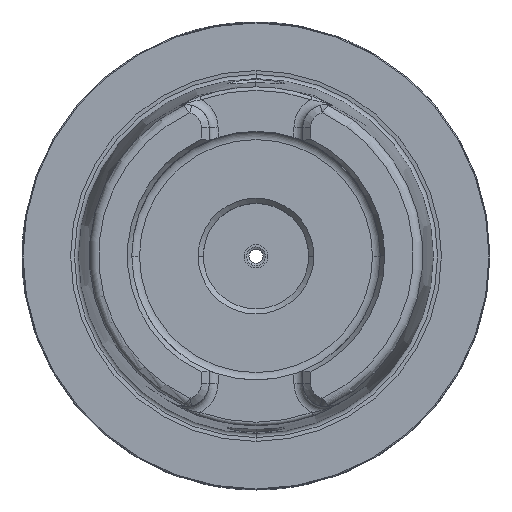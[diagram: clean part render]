
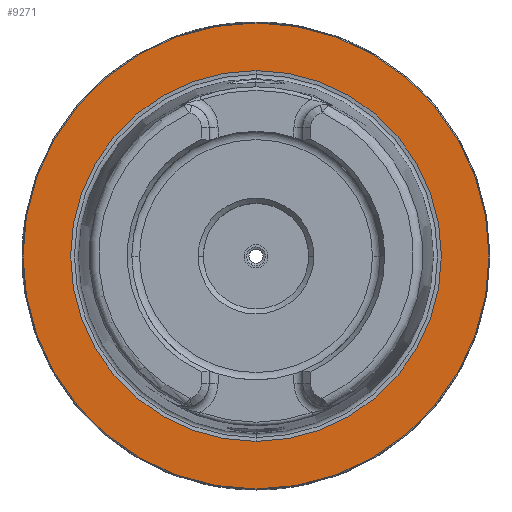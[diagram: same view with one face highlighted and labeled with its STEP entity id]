
A CAD part, top view. The second image highlights one B-rep face of the part: STEP entity #9271.
In plain terms, the highlighted planar face has unit normal (0, 0, 1).
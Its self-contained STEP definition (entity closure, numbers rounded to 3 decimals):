
#754 = EDGE_LOOP ( 'NONE', ( #7694, #17464 ) ) ;
#870 = VERTEX_POINT ( 'NONE', #7356 ) ;
#970 = DIRECTION ( 'NONE',  ( 0., 1., 0. ) ) ;
#1516 = AXIS2_PLACEMENT_3D ( 'NONE', #7579, #23496, #9876 ) ;
#1866 = DIRECTION ( 'NONE',  ( 0., 0., 1. ) ) ;
#2230 = DIRECTION ( 'NONE',  ( 0., 1., 0. ) ) ;
#2810 = CIRCLE ( 'NONE', #15197, 39.59 ) ;
#3870 = CIRCLE ( 'NONE', #13564, 49.765 ) ;
#4043 = CARTESIAN_POINT ( 'NONE',  ( 0., -39.59, 0. ) ) ;
#4429 = AXIS2_PLACEMENT_3D ( 'NONE', #29270, #15744, #2230 ) ;
#4532 = FACE_OUTER_BOUND ( 'NONE', #18426, .T. ) ;
#4944 = EDGE_CURVE ( 'NONE', #18497, #28717, #2810, .T. ) ;
#6241 = EDGE_CURVE ( 'NONE', #28717, #18497, #18211, .T. ) ;
#7356 = CARTESIAN_POINT ( 'NONE',  ( 0., -49.765, 0. ) ) ;
#7557 = EDGE_CURVE ( 'NONE', #17469, #870, #28367, .T. ) ;
#7579 = CARTESIAN_POINT ( 'NONE',  ( 0., 0., 0. ) ) ;
#7694 = ORIENTED_EDGE ( 'NONE', *, *, #6241, .T. ) ;
#9271 = ADVANCED_FACE ( 'NONE', ( #4532, #10583 ), #28993, .T. ) ;
#9876 = DIRECTION ( 'NONE',  ( 0., -1., 0. ) ) ;
#10583 = FACE_BOUND ( 'NONE', #754, .T. ) ;
#11093 = CARTESIAN_POINT ( 'NONE',  ( 0., 49.965, 0. ) ) ;
#13381 = DIRECTION ( 'NONE',  ( 0., -1., 0. ) ) ;
#13564 = AXIS2_PLACEMENT_3D ( 'NONE', #15392, #1866, #17675 ) ;
#14448 = DIRECTION ( 'NONE',  ( 0., 0., -1. ) ) ;
#15197 = AXIS2_PLACEMENT_3D ( 'NONE', #27981, #14448, #970 ) ;
#15204 = EDGE_CURVE ( 'NONE', #870, #17469, #3870, .T. ) ;
#15392 = CARTESIAN_POINT ( 'NONE',  ( 0., 0., 0. ) ) ;
#15744 = DIRECTION ( 'NONE',  ( 0., 0., -1. ) ) ;
#17135 = AXIS2_PLACEMENT_3D ( 'NONE', #11093, #26926, #13381 ) ;
#17464 = ORIENTED_EDGE ( 'NONE', *, *, #4944, .T. ) ;
#17469 = VERTEX_POINT ( 'NONE', #27708 ) ;
#17675 = DIRECTION ( 'NONE',  ( 0., -1., 0. ) ) ;
#18211 = CIRCLE ( 'NONE', #4429, 39.59 ) ;
#18426 = EDGE_LOOP ( 'NONE', ( #28289, #20020 ) ) ;
#18497 = VERTEX_POINT ( 'NONE', #25027 ) ;
#20020 = ORIENTED_EDGE ( 'NONE', *, *, #7557, .T. ) ;
#23496 = DIRECTION ( 'NONE',  ( 0., 0., 1. ) ) ;
#25027 = CARTESIAN_POINT ( 'NONE',  ( 0., 39.59, 0. ) ) ;
#26926 = DIRECTION ( 'NONE',  ( 0., 0., 1. ) ) ;
#27708 = CARTESIAN_POINT ( 'NONE',  ( 0., 49.765, 0. ) ) ;
#27981 = CARTESIAN_POINT ( 'NONE',  ( 0., 0., 0. ) ) ;
#28289 = ORIENTED_EDGE ( 'NONE', *, *, #15204, .T. ) ;
#28367 = CIRCLE ( 'NONE', #1516, 49.765 ) ;
#28717 = VERTEX_POINT ( 'NONE', #4043 ) ;
#28993 = PLANE ( 'NONE',  #17135 ) ;
#29270 = CARTESIAN_POINT ( 'NONE',  ( 0., 0., 0. ) ) ;
